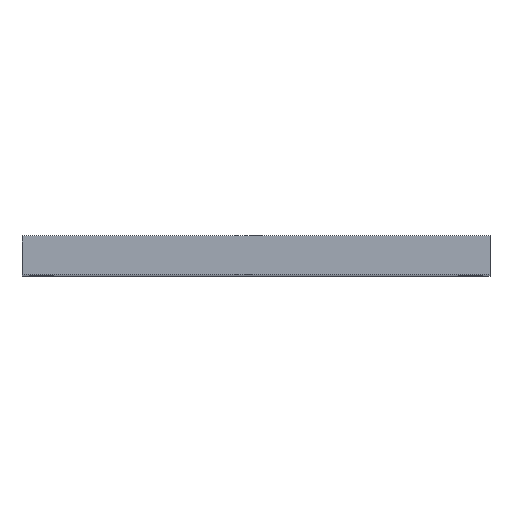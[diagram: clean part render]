
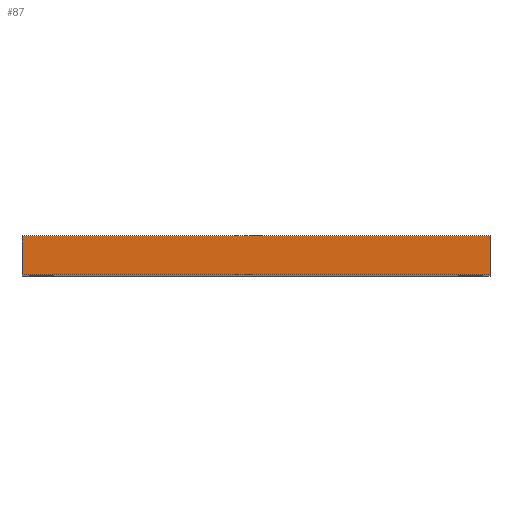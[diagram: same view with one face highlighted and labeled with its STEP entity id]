
A CAD part, top view. The second image highlights one B-rep face of the part: STEP entity #87.
In plain terms, the highlighted planar face has unit normal (0, 0, 1).
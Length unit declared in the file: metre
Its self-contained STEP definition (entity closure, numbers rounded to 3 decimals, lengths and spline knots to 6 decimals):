
#87 = ADVANCED_FACE( '', ( #214 ), #215, .T. );
#214 = FACE_OUTER_BOUND( '', #381, .T. );
#215 = PLANE( '', #382 );
#381 = EDGE_LOOP( '', ( #613, #614, #615, #616 ) );
#382 = AXIS2_PLACEMENT_3D( '', #617, #618, #619 );
#613 = ORIENTED_EDGE( '', *, *, #980, .F. );
#614 = ORIENTED_EDGE( '', *, *, #981, .F. );
#615 = ORIENTED_EDGE( '', *, *, #949, .T. );
#616 = ORIENTED_EDGE( '', *, *, #915, .T. );
#617 = CARTESIAN_POINT( '', ( 0.025456, -0.01, 0.193 ) );
#618 = DIRECTION( '', ( 0., 0., 1. ) );
#619 = DIRECTION( '', ( 1., 0., 0. ) );
#915 = EDGE_CURVE( '', #1084, #1082, #1085, .T. );
#949 = EDGE_CURVE( '', #1139, #1084, #1142, .T. );
#980 = EDGE_CURVE( '', #1197, #1082, #1198, .T. );
#981 = EDGE_CURVE( '', #1139, #1197, #1199, .T. );
#1082 = VERTEX_POINT( '', #1329 );
#1084 = VERTEX_POINT( '', #1332 );
#1085 = LINE( '', #1333, #1334 );
#1139 = VERTEX_POINT( '', #1412 );
#1142 = LINE( '', #1417, #1418 );
#1197 = VERTEX_POINT( '', #1498 );
#1198 = LINE( '', #1499, #1500 );
#1199 = LINE( '', #1501, #1502 );
#1329 = CARTESIAN_POINT( '', ( 0.12, 0., 0.193 ) );
#1332 = CARTESIAN_POINT( '', ( 0.12, -0.01, 0.193 ) );
#1333 = CARTESIAN_POINT( '', ( 0.12, -0.01, 0.193 ) );
#1334 = VECTOR( '', #1671, 1. );
#1412 = CARTESIAN_POINT( '', ( 0., -0.01, 0.193 ) );
#1417 = CARTESIAN_POINT( '', ( 0.025456, -0.01, 0.193 ) );
#1418 = VECTOR( '', #1698, 1. );
#1498 = CARTESIAN_POINT( '', ( 0., 0., 0.193 ) );
#1499 = CARTESIAN_POINT( '', ( 0.025456, 0., 0.193 ) );
#1500 = VECTOR( '', #1736, 1. );
#1501 = CARTESIAN_POINT( '', ( 0., -0.01, 0.193 ) );
#1502 = VECTOR( '', #1737, 1. );
#1671 = DIRECTION( '', ( 0., 1., 0. ) );
#1698 = DIRECTION( '', ( 1., 0., 0. ) );
#1736 = DIRECTION( '', ( 1., 0., 0. ) );
#1737 = DIRECTION( '', ( 0., 1., 0. ) );
